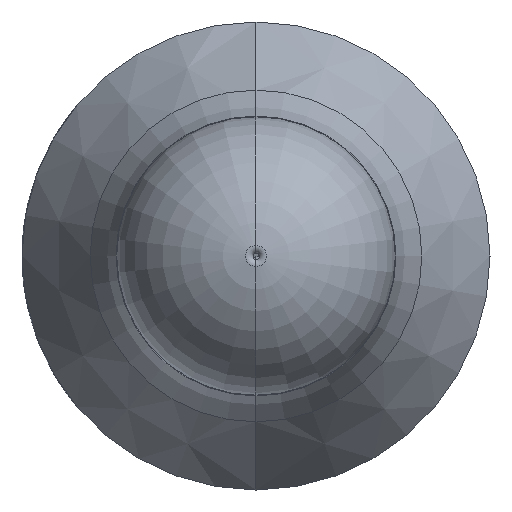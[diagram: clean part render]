
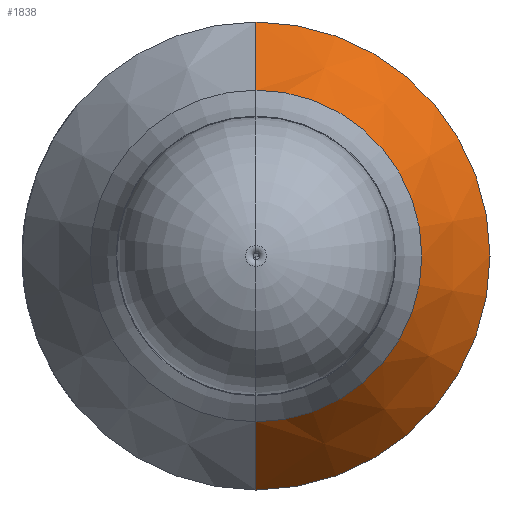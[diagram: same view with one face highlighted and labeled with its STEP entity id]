
A CAD part, left-side view. The second image highlights one B-rep face of the part: STEP entity #1838.
In plain terms, the highlighted conical face has half-angle 30 degrees and reference radius 10 mm.
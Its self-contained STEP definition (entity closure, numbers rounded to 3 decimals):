
#122 = DIRECTION ( 'NONE',  ( 0., 0., 1. ) ) ;
#157 = AXIS2_PLACEMENT_3D ( 'NONE', #2257, #3294, #771 ) ;
#189 = CARTESIAN_POINT ( 'NONE',  ( 40.317, 0., -10. ) ) ;
#450 = CARTESIAN_POINT ( 'NONE',  ( 40.317, 0., 10. ) ) ;
#569 = EDGE_CURVE ( 'NONE', #2670, #2950, #3288, .T. ) ;
#767 = CARTESIAN_POINT ( 'NONE',  ( 35.276, 0., 7.09 ) ) ;
#771 = DIRECTION ( 'NONE',  ( 0., 0., 1. ) ) ;
#850 = VERTEX_POINT ( 'NONE', #1194 ) ;
#889 = CONICAL_SURFACE ( 'NONE', #1905, 10., 0.524 ) ;
#1194 = CARTESIAN_POINT ( 'NONE',  ( 35.276, 0., -7.09 ) ) ;
#1356 = EDGE_CURVE ( 'NONE', #2866, #2950, #1580, .T. ) ;
#1357 = ORIENTED_EDGE ( 'NONE', *, *, #1356, .T. ) ;
#1481 = CARTESIAN_POINT ( 'NONE',  ( 40.317, 0., 10. ) ) ;
#1516 = EDGE_CURVE ( 'NONE', #850, #2866, #2659, .T. ) ;
#1580 = CIRCLE ( 'NONE', #2333, 10. ) ;
#1601 = EDGE_CURVE ( 'NONE', #850, #2670, #1637, .T. ) ;
#1637 = CIRCLE ( 'NONE', #157, 7.09 ) ;
#1674 = CARTESIAN_POINT ( 'NONE',  ( 40.317, 0., 0. ) ) ;
#1782 = EDGE_LOOP ( 'NONE', ( #3064, #2183, #2282, #1357 ) ) ;
#1804 = CARTESIAN_POINT ( 'NONE',  ( 40.317, 0., 0. ) ) ;
#1818 = VECTOR ( 'NONE', #2515, 1000. ) ;
#1838 = ADVANCED_FACE ( 'NONE', ( #3034 ), #889, .T. ) ;
#1841 = VECTOR ( 'NONE', #2341, 1000. ) ;
#1905 = AXIS2_PLACEMENT_3D ( 'NONE', #1804, #3146, #2355 ) ;
#2183 = ORIENTED_EDGE ( 'NONE', *, *, #1601, .F. ) ;
#2257 = CARTESIAN_POINT ( 'NONE',  ( 35.276, 0., 0. ) ) ;
#2282 = ORIENTED_EDGE ( 'NONE', *, *, #1516, .T. ) ;
#2333 = AXIS2_PLACEMENT_3D ( 'NONE', #1674, #2694, #122 ) ;
#2341 = DIRECTION ( 'NONE',  ( 0.866, 0., -0.5 ) ) ;
#2355 = DIRECTION ( 'NONE',  ( 0., 0., -1. ) ) ;
#2515 = DIRECTION ( 'NONE',  ( 0.866, 0., 0.5 ) ) ;
#2584 = CARTESIAN_POINT ( 'NONE',  ( 40.317, 0., -10. ) ) ;
#2659 = LINE ( 'NONE', #2584, #1841 ) ;
#2670 = VERTEX_POINT ( 'NONE', #767 ) ;
#2694 = DIRECTION ( 'NONE',  ( -1., 0., 0. ) ) ;
#2866 = VERTEX_POINT ( 'NONE', #189 ) ;
#2950 = VERTEX_POINT ( 'NONE', #1481 ) ;
#3034 = FACE_OUTER_BOUND ( 'NONE', #1782, .T. ) ;
#3064 = ORIENTED_EDGE ( 'NONE', *, *, #569, .F. ) ;
#3146 = DIRECTION ( 'NONE',  ( 1., 0., 0. ) ) ;
#3288 = LINE ( 'NONE', #450, #1818 ) ;
#3294 = DIRECTION ( 'NONE',  ( -1., 0., 0. ) ) ;
